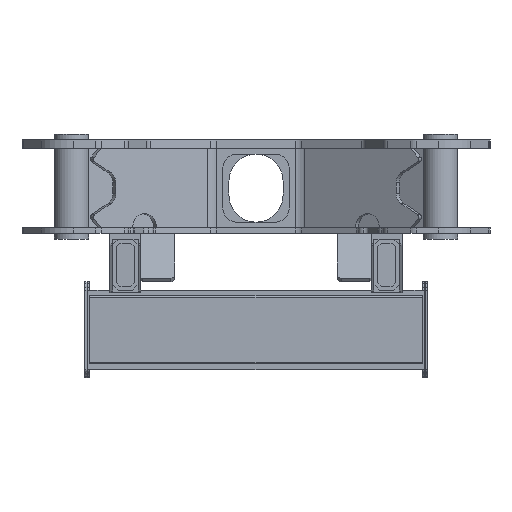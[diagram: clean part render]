
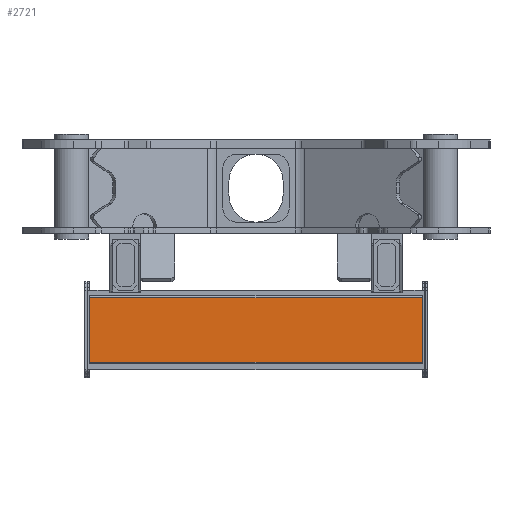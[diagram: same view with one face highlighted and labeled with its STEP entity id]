
A CAD part, front view. The second image highlights one B-rep face of the part: STEP entity #2721.
In plain terms, the highlighted planar face has unit normal (0, -1, 0).
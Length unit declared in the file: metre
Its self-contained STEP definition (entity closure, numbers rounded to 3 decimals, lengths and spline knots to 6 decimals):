
#2721 = ADVANCED_FACE( '', ( #6208 ), #6209, .F. );
#6208 = FACE_OUTER_BOUND( '', #10525, .T. );
#6209 = PLANE( '', #10526 );
#10525 = EDGE_LOOP( '', ( #19019, #19020, #19021, #19022 ) );
#10526 = AXIS2_PLACEMENT_3D( '', #19023, #19024, #19025 );
#19019 = ORIENTED_EDGE( '', *, *, #28536, .T. );
#19020 = ORIENTED_EDGE( '', *, *, #28537, .T. );
#19021 = ORIENTED_EDGE( '', *, *, #25446, .F. );
#19022 = ORIENTED_EDGE( '', *, *, #28538, .F. );
#19023 = CARTESIAN_POINT( '', ( 0.372138, -0.765595, 0.077376 ) );
#19024 = DIRECTION( '', ( 0., 1., 0. ) );
#19025 = DIRECTION( '', ( 0., 0., 1. ) );
#25446 = EDGE_CURVE( '', #30594, #30595, #30596, .T. );
#28536 = EDGE_CURVE( '', #35478, #35479, #35480, .T. );
#28537 = EDGE_CURVE( '', #35479, #30595, #35481, .T. );
#28538 = EDGE_CURVE( '', #35478, #30594, #35482, .T. );
#30594 = VERTEX_POINT( '', #37996 );
#30595 = VERTEX_POINT( '', #37997 );
#30596 = LINE( '', #37998, #37999 );
#35478 = VERTEX_POINT( '', #44559 );
#35479 = VERTEX_POINT( '', #44560 );
#35480 = LINE( '', #44561, #44562 );
#35481 = LINE( '', #44563, #44564 );
#35482 = LINE( '', #44565, #44566 );
#37996 = CARTESIAN_POINT( '', ( 0.372138, -0.765595, 0.03556 ) );
#37997 = CARTESIAN_POINT( '', ( -0.372138, -0.765595, 0.03556 ) );
#37998 = CARTESIAN_POINT( '', ( 0.372138, -0.765595, 0.03556 ) );
#37999 = VECTOR( '', #47283, 1. );
#44559 = CARTESIAN_POINT( '', ( 0.372138, -0.765595, 0.18034 ) );
#44560 = CARTESIAN_POINT( '', ( -0.372138, -0.765595, 0.18034 ) );
#44561 = CARTESIAN_POINT( '', ( 0.372138, -0.765595, 0.18034 ) );
#44562 = VECTOR( '', #51325, 1. );
#44563 = CARTESIAN_POINT( '', ( -0.372138, -0.765595, -0.00889 ) );
#44564 = VECTOR( '', #51326, 1. );
#44565 = CARTESIAN_POINT( '', ( 0.372138, -0.765595, -0.00889 ) );
#44566 = VECTOR( '', #51327, 1. );
#47283 = DIRECTION( '', ( -1., 0., 0. ) );
#51325 = DIRECTION( '', ( -1., 0., 0. ) );
#51326 = DIRECTION( '', ( 0., 0., -1. ) );
#51327 = DIRECTION( '', ( 0., 0., -1. ) );
